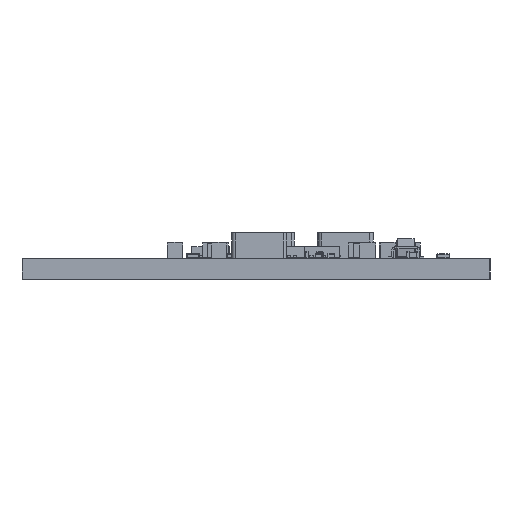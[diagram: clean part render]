
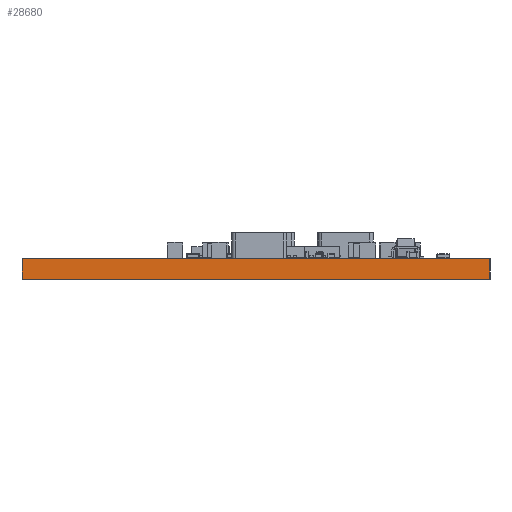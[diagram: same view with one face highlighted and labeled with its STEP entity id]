
A CAD part, left-side view. The second image highlights one B-rep face of the part: STEP entity #28680.
In plain terms, the highlighted planar face has unit normal (-1, 0, 0).
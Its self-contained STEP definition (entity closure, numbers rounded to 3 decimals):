
#28564 = EDGE_CURVE('',#28565,#28567,#28569,.T.);
#28565 = VERTEX_POINT('',#28566);
#28566 = CARTESIAN_POINT('',(100.,-170.,0.));
#28567 = VERTEX_POINT('',#28568);
#28568 = CARTESIAN_POINT('',(100.,-170.,1.6));
#28569 = SURFACE_CURVE('',#28570,(#28574,#28586),.PCURVE_S1.);
#28570 = LINE('',#28571,#28572);
#28571 = CARTESIAN_POINT('',(100.,-170.,0.));
#28572 = VECTOR('',#28573,1.);
#28573 = DIRECTION('',(0.,0.,1.));
#28574 = PCURVE('',#28575,#28580);
#28575 = PLANE('',#28576);
#28576 = AXIS2_PLACEMENT_3D('',#28577,#28578,#28579);
#28577 = CARTESIAN_POINT('',(100.,-170.,0.));
#28578 = DIRECTION('',(0.,1.,0.));
#28579 = DIRECTION('',(1.,0.,0.));
#28580 = DEFINITIONAL_REPRESENTATION('',(#28581),#28585);
#28581 = LINE('',#28582,#28583);
#28582 = CARTESIAN_POINT('',(0.,0.));
#28583 = VECTOR('',#28584,1.);
#28584 = DIRECTION('',(0.,-1.));
#28585 = ( GEOMETRIC_REPRESENTATION_CONTEXT(2) 
PARAMETRIC_REPRESENTATION_CONTEXT() REPRESENTATION_CONTEXT('2D SPACE',''
  ) );
#28586 = PCURVE('',#28587,#28592);
#28587 = PLANE('',#28588);
#28588 = AXIS2_PLACEMENT_3D('',#28589,#28590,#28591);
#28589 = CARTESIAN_POINT('',(100.,-133.,0.));
#28590 = DIRECTION('',(1.,0.,-0.));
#28591 = DIRECTION('',(0.,-1.,0.));
#28592 = DEFINITIONAL_REPRESENTATION('',(#28593),#28597);
#28593 = LINE('',#28594,#28595);
#28594 = CARTESIAN_POINT('',(37.,0.));
#28595 = VECTOR('',#28596,1.);
#28596 = DIRECTION('',(0.,-1.));
#28597 = ( GEOMETRIC_REPRESENTATION_CONTEXT(2) 
PARAMETRIC_REPRESENTATION_CONTEXT() REPRESENTATION_CONTEXT('2D SPACE',''
  ) );
#28615 = PLANE('',#28616);
#28616 = AXIS2_PLACEMENT_3D('',#28617,#28618,#28619);
#28617 = CARTESIAN_POINT('',(130.,-151.5,1.6));
#28618 = DIRECTION('',(0.,0.,1.));
#28619 = DIRECTION('',(1.,0.,-0.));
#28669 = PLANE('',#28670);
#28670 = AXIS2_PLACEMENT_3D('',#28671,#28672,#28673);
#28671 = CARTESIAN_POINT('',(130.,-151.5,0.));
#28672 = DIRECTION('',(0.,0.,1.));
#28673 = DIRECTION('',(1.,0.,-0.));
#28680 = ADVANCED_FACE('',(#28681),#28587,.F.);
#28681 = FACE_BOUND('',#28682,.F.);
#28682 = EDGE_LOOP('',(#28683,#28713,#28734,#28735));
#28683 = ORIENTED_EDGE('',*,*,#28684,.T.);
#28684 = EDGE_CURVE('',#28685,#28687,#28689,.T.);
#28685 = VERTEX_POINT('',#28686);
#28686 = CARTESIAN_POINT('',(100.,-133.,0.));
#28687 = VERTEX_POINT('',#28688);
#28688 = CARTESIAN_POINT('',(100.,-133.,1.6));
#28689 = SURFACE_CURVE('',#28690,(#28694,#28701),.PCURVE_S1.);
#28690 = LINE('',#28691,#28692);
#28691 = CARTESIAN_POINT('',(100.,-133.,0.));
#28692 = VECTOR('',#28693,1.);
#28693 = DIRECTION('',(0.,0.,1.));
#28694 = PCURVE('',#28587,#28695);
#28695 = DEFINITIONAL_REPRESENTATION('',(#28696),#28700);
#28696 = LINE('',#28697,#28698);
#28697 = CARTESIAN_POINT('',(0.,0.));
#28698 = VECTOR('',#28699,1.);
#28699 = DIRECTION('',(0.,-1.));
#28700 = ( GEOMETRIC_REPRESENTATION_CONTEXT(2) 
PARAMETRIC_REPRESENTATION_CONTEXT() REPRESENTATION_CONTEXT('2D SPACE',''
  ) );
#28701 = PCURVE('',#28702,#28707);
#28702 = PLANE('',#28703);
#28703 = AXIS2_PLACEMENT_3D('',#28704,#28705,#28706);
#28704 = CARTESIAN_POINT('',(160.,-133.,0.));
#28705 = DIRECTION('',(0.,-1.,0.));
#28706 = DIRECTION('',(-1.,0.,0.));
#28707 = DEFINITIONAL_REPRESENTATION('',(#28708),#28712);
#28708 = LINE('',#28709,#28710);
#28709 = CARTESIAN_POINT('',(60.,0.));
#28710 = VECTOR('',#28711,1.);
#28711 = DIRECTION('',(0.,-1.));
#28712 = ( GEOMETRIC_REPRESENTATION_CONTEXT(2) 
PARAMETRIC_REPRESENTATION_CONTEXT() REPRESENTATION_CONTEXT('2D SPACE',''
  ) );
#28713 = ORIENTED_EDGE('',*,*,#28714,.T.);
#28714 = EDGE_CURVE('',#28687,#28567,#28715,.T.);
#28715 = SURFACE_CURVE('',#28716,(#28720,#28727),.PCURVE_S1.);
#28716 = LINE('',#28717,#28718);
#28717 = CARTESIAN_POINT('',(100.,-133.,1.6));
#28718 = VECTOR('',#28719,1.);
#28719 = DIRECTION('',(0.,-1.,0.));
#28720 = PCURVE('',#28587,#28721);
#28721 = DEFINITIONAL_REPRESENTATION('',(#28722),#28726);
#28722 = LINE('',#28723,#28724);
#28723 = CARTESIAN_POINT('',(0.,-1.6));
#28724 = VECTOR('',#28725,1.);
#28725 = DIRECTION('',(1.,0.));
#28726 = ( GEOMETRIC_REPRESENTATION_CONTEXT(2) 
PARAMETRIC_REPRESENTATION_CONTEXT() REPRESENTATION_CONTEXT('2D SPACE',''
  ) );
#28727 = PCURVE('',#28615,#28728);
#28728 = DEFINITIONAL_REPRESENTATION('',(#28729),#28733);
#28729 = LINE('',#28730,#28731);
#28730 = CARTESIAN_POINT('',(-30.,18.5));
#28731 = VECTOR('',#28732,1.);
#28732 = DIRECTION('',(0.,-1.));
#28733 = ( GEOMETRIC_REPRESENTATION_CONTEXT(2) 
PARAMETRIC_REPRESENTATION_CONTEXT() REPRESENTATION_CONTEXT('2D SPACE',''
  ) );
#28734 = ORIENTED_EDGE('',*,*,#28564,.F.);
#28735 = ORIENTED_EDGE('',*,*,#28736,.F.);
#28736 = EDGE_CURVE('',#28685,#28565,#28737,.T.);
#28737 = SURFACE_CURVE('',#28738,(#28742,#28749),.PCURVE_S1.);
#28738 = LINE('',#28739,#28740);
#28739 = CARTESIAN_POINT('',(100.,-133.,0.));
#28740 = VECTOR('',#28741,1.);
#28741 = DIRECTION('',(0.,-1.,0.));
#28742 = PCURVE('',#28587,#28743);
#28743 = DEFINITIONAL_REPRESENTATION('',(#28744),#28748);
#28744 = LINE('',#28745,#28746);
#28745 = CARTESIAN_POINT('',(0.,0.));
#28746 = VECTOR('',#28747,1.);
#28747 = DIRECTION('',(1.,0.));
#28748 = ( GEOMETRIC_REPRESENTATION_CONTEXT(2) 
PARAMETRIC_REPRESENTATION_CONTEXT() REPRESENTATION_CONTEXT('2D SPACE',''
  ) );
#28749 = PCURVE('',#28669,#28750);
#28750 = DEFINITIONAL_REPRESENTATION('',(#28751),#28755);
#28751 = LINE('',#28752,#28753);
#28752 = CARTESIAN_POINT('',(-30.,18.5));
#28753 = VECTOR('',#28754,1.);
#28754 = DIRECTION('',(0.,-1.));
#28755 = ( GEOMETRIC_REPRESENTATION_CONTEXT(2) 
PARAMETRIC_REPRESENTATION_CONTEXT() REPRESENTATION_CONTEXT('2D SPACE',''
  ) );
